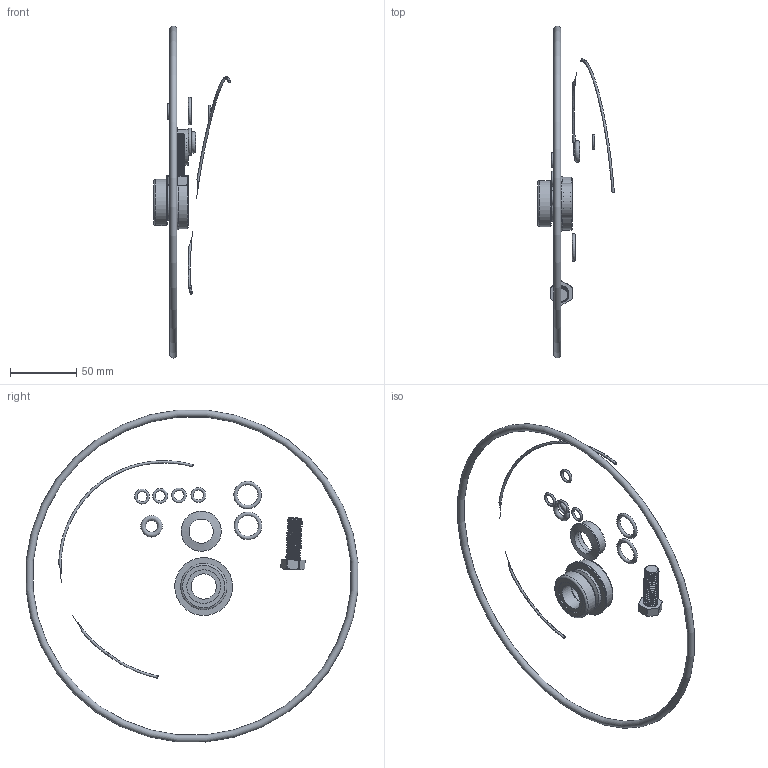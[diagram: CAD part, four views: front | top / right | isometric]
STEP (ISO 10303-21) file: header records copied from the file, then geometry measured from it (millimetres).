
FILE_DESCRIPTION(/* description */ ('NEW STYLE O''RING SEAL KIT '),/* implementation_level */ '2;1');
FILE_NAME(/* name */ '12999A.stp',/* time_stamp */ '2020-06-09T13:13:46-04:00',/* author */ ('DMK'),/* organization */ (''),/* preprocessor_version */ 'ST-DEVELOPER v17.2',/* originating_system */ 'Autodesk Inventor 2019',/* authorisation */ '');
FILE_SCHEMA (('AUTOMOTIVE_DESIGN { 1 0 10303 214 3 1 1 }'));
Length unit declared in the file: inch
Products named in the file (12): 12999A; RK1000; 12716; 12713; 12713_1; 12710; 12717; 12719A; 12754; A204; 12099; UV15163
Assembly tree (15 placements, depth 4):
  12999A
    RK1000
      12716
      12713
        12713_1
        12710
      12717  x4
      12719A
      12754
      A204
    12099
    UV15163  x2
Bounding box: 57.88 x 250.46 x 250.46 mm (x, y, z)
Volume: 44022.6 mm3; surface area: 29607.9 mm2
Topology: 13 solids, 13 shells, 143 faces, 404 edges, 281 vertices
Faces by surface type: cylinder 59, cone 43, plane 26, torus 13, bspline 2
Full cylindrical faces by diameter (mm): 9.629 x17, 11.112 x16, 18.263 x1, 19.05 x3, 20.637 x1, 22.225 x1, 24.892 x1, 25.4 x1, 26.924 x1, 26.987 x1, 28.575 x1, 30.226 x1, 33.147 x1, 33.337 x1, 34.925 x1, 40.005 x1, 43.688 x1
Entity records: 6573 total; most frequent: CARTESIAN_POINT 2406, DIRECTION 831, ORIENTED_EDGE 792, EDGE_CURVE 396, AXIS2_PLACEMENT_3D 362, VERTEX_POINT 277, CIRCLE 192, EDGE_LOOP 155
